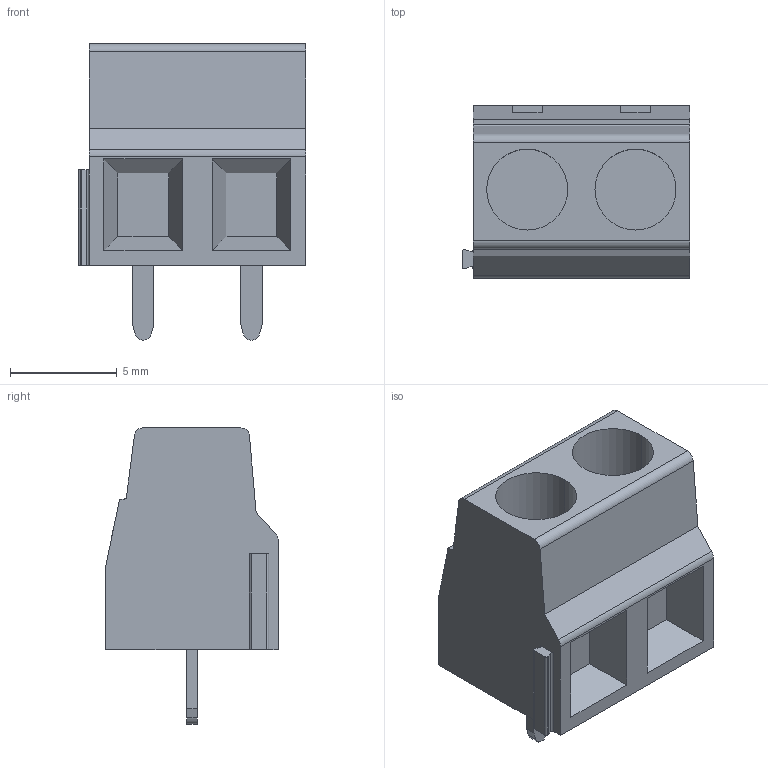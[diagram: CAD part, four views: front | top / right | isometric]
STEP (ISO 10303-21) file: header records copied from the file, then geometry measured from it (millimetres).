
FILE_DESCRIPTION(('CATIA V5 STEP Exchange','CAx-IF Rec.Pracs.--- Model Styling and Organization---1.2---2011-12-15'),'2;1');
FILE_NAME ('D1458989_0_1912520000_1912520000.stp','2018-08-31T15:12:46+00:00',('none'),('Weidmueller'),'CATIA Version 5-6 Release 2014','CATIA V5 STEP AP214','none');
FILE_SCHEMA(('AUTOMOTIVE_DESIGN { 1 0 10303 214 1 1 1 1 }'));
Length unit declared in the file: millimetre
Products named in the file (1): 1912520000
Bounding box: 10.66 x 8.1 x 13.9 mm (x, y, z)
Volume: 642.6 mm3; surface area: 643.7 mm2
Topology: 3 solids, 3 shells, 79 faces, 207 edges, 138 vertices
Faces by surface type: plane 55, cylinder 24
Entity records: 2365 total; most frequent: CARTESIAN_POINT 426, ORIENTED_EDGE 414, DIRECTION 343, EDGE_CURVE 207, VECTOR 151, LINE 151, VERTEX_POINT 138, AXIS2_PLACEMENT_3D 121
